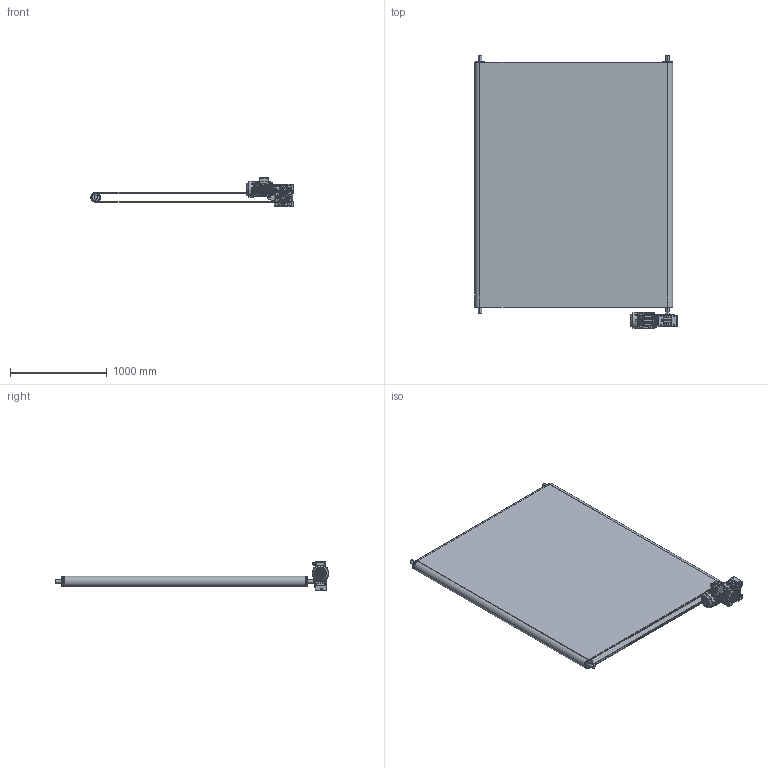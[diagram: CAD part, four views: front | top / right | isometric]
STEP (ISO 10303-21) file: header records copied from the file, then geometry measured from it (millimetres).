
FILE_DESCRIPTION(('FreeCAD Model'),'2;1');
FILE_NAME('Open CASCADE Shape Model','2025-05-02T04:32:46',('FreeCAD'),( 'FreeCAD'),'Open CASCADE STEP processor 7.6','FreeCAD','Unknown');
FILE_SCHEMA(('AUTOMOTIVE_DESIGN { 1 0 10303 214 1 1 1 1 }'));
Products named in the file (1): Open CASCADE STEP translator 7.6 1
Bounding box: 2088.1 x 2816.87 x 305.07 mm (x, y, z)
Volume: 74150616.3 mm3; surface area: 26901394.1 mm2
Topology: 31 solids, 31 shells, 4825 faces, 13416 edges, 8741 vertices
Faces by surface type: bspline 4825
Entity records: 182477 total; most frequent: CARTESIAN_POINT 106108, ORIENTED_EDGE 26696, EDGE_CURVE 13348, B_SPLINE_CURVE_WITH_KNOTS 9845, VERTEX_POINT 8741, FACE_BOUND 5515, EDGE_LOOP 5515, ADVANCED_FACE 4825
